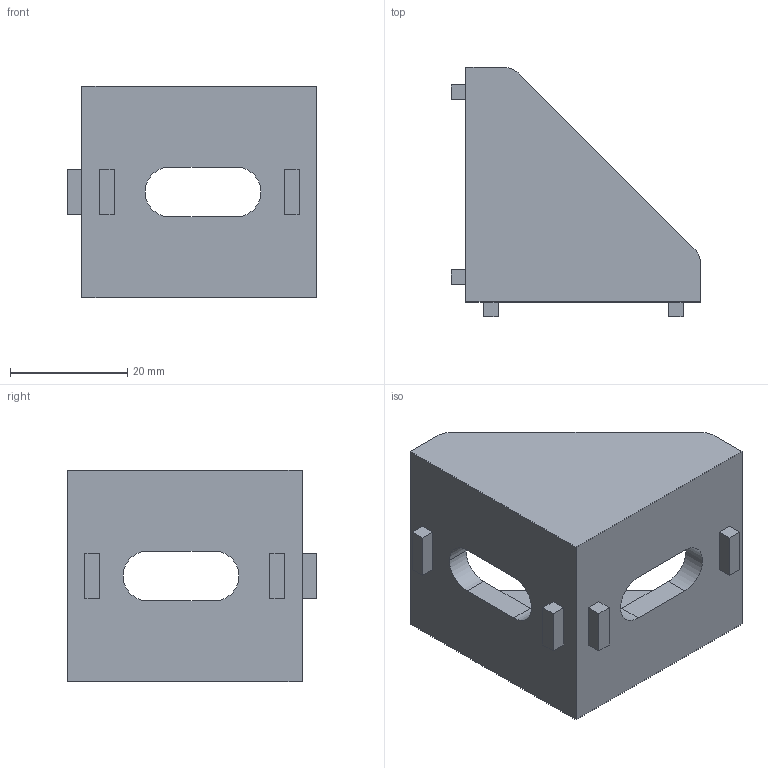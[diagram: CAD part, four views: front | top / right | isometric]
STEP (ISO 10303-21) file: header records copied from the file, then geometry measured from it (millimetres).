
FILE_DESCRIPTION (( 'STEP AP203' ), '1' );
FILE_NAME ('ALF-RC4040-8.step', '2024-08-13T09:15:26', ( '' ), ( '' ), 'SwSTEP 2.0', 'SolidWorks 2022', '' );
FILE_SCHEMA (( 'CONFIG_CONTROL_DESIGN' ));
Length unit declared in the file: millimetre
Products named in the file (1): ALF-RC4040-8
Bounding box: 42.5 x 42.5 x 36 mm (x, y, z)
Volume: 14619.9 mm3; surface area: 9376.9 mm2
Topology: 1 solids, 1 shells, 45 faces, 117 edges, 78 vertices
Faces by surface type: plane 36, cylinder 9
Entity records: 1454 total; most frequent: CARTESIAN_POINT 241, ORIENTED_EDGE 234, DIRECTION 227, EDGE_CURVE 117, LINE 99, VECTOR 99, VERTEX_POINT 78, AXIS2_PLACEMENT_3D 64
